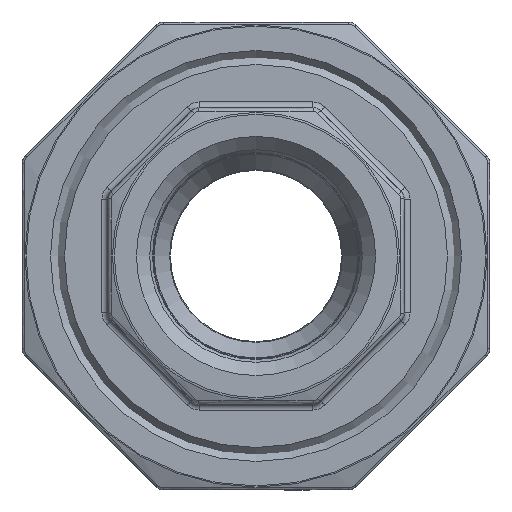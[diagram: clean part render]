
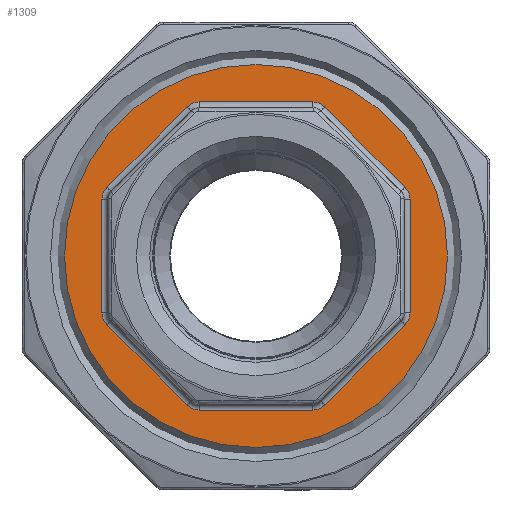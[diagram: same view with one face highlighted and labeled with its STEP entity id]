
A CAD part, left-side view. The second image highlights one B-rep face of the part: STEP entity #1309.
In plain terms, the highlighted planar face has unit normal (-1, 0, 0).
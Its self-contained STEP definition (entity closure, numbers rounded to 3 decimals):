
#639 = CARTESIAN_POINT ( 'NONE',  ( -9.5, -4.971, 12. ) ) ;
#737 = DIRECTION ( 'NONE',  ( 0., -1., 0. ) ) ;
#752 = ORIENTED_EDGE ( 'NONE', *, *, #9662, .T. ) ;
#779 = EDGE_CURVE ( 'NONE', #12767, #19104, #10770, .T. ) ;
#904 = CARTESIAN_POINT ( 'NONE',  ( -9.5, 12., 4.971 ) ) ;
#922 = VECTOR ( 'NONE', #10255, 1000. ) ;
#1209 = DIRECTION ( 'NONE',  ( 0., -1., 0. ) ) ;
#1239 = CARTESIAN_POINT ( 'NONE',  ( -9.5, -13.5, -4.971 ) ) ;
#1309 = ADVANCED_FACE ( 'NONE', ( #9348, #15571 ), #18712, .T. ) ;
#1377 = AXIS2_PLACEMENT_3D ( 'NONE', #10140, #14841, #16059 ) ;
#1551 = CARTESIAN_POINT ( 'NONE',  ( -9.5, -13.5, 0. ) ) ;
#1679 = CARTESIAN_POINT ( 'NONE',  ( -9.5, 12., -4.971 ) ) ;
#2145 = DIRECTION ( 'NONE',  ( 1., 0., 0. ) ) ;
#2164 = VERTEX_POINT ( 'NONE', #8139 ) ;
#2501 = DIRECTION ( 'NONE',  ( 0., 0., 1. ) ) ;
#2681 = VERTEX_POINT ( 'NONE', #10434 ) ;
#2693 = EDGE_CURVE ( 'NONE', #2164, #2681, #10818, .T. ) ;
#2835 = EDGE_CURVE ( 'NONE', #8537, #5073, #6139, .T. ) ;
#2950 = CARTESIAN_POINT ( 'NONE',  ( -9.5, 13.061, 6.031 ) ) ;
#2970 = DIRECTION ( 'NONE',  ( 0., 1., 0. ) ) ;
#3072 = CARTESIAN_POINT ( 'NONE',  ( -9.5, 16.775, -13.5 ) ) ;
#3290 = AXIS2_PLACEMENT_3D ( 'NONE', #639, #10321, #737 ) ;
#3294 = CARTESIAN_POINT ( 'NONE',  ( -9.5, -13.5, 4.971 ) ) ;
#3466 = LINE ( 'NONE', #16971, #15362 ) ;
#3653 = DIRECTION ( 'NONE',  ( 0., -1., 0. ) ) ;
#3692 = CARTESIAN_POINT ( 'NONE',  ( -9.5, 17.933, 1.158 ) ) ;
#3694 = ORIENTED_EDGE ( 'NONE', *, *, #18567, .T. ) ;
#3718 = CIRCLE ( 'NONE', #8268, 1.5 ) ;
#3817 = AXIS2_PLACEMENT_3D ( 'NONE', #14380, #5057, #6600 ) ;
#3948 = CARTESIAN_POINT ( 'NONE',  ( -9.5, 0., 0. ) ) ;
#3990 = CARTESIAN_POINT ( 'NONE',  ( -9.5, 4.971, -12. ) ) ;
#4016 = LINE ( 'NONE', #16364, #922 ) ;
#4054 = VECTOR ( 'NONE', #7052, 1000. ) ;
#4092 = ORIENTED_EDGE ( 'NONE', *, *, #2693, .T. ) ;
#4198 = EDGE_CURVE ( 'NONE', #12401, #13300, #9870, .T. ) ;
#4246 = AXIS2_PLACEMENT_3D ( 'NONE', #14810, #7137, #5201 ) ;
#4406 = ORIENTED_EDGE ( 'NONE', *, *, #9893, .T. ) ;
#4511 = VERTEX_POINT ( 'NONE', #18416 ) ;
#4633 = VERTEX_POINT ( 'NONE', #6376 ) ;
#4827 = EDGE_LOOP ( 'NONE', ( #8011 ) ) ;
#4858 = CARTESIAN_POINT ( 'NONE',  ( -9.5, -6.031, -13.061 ) ) ;
#4996 = ORIENTED_EDGE ( 'NONE', *, *, #16367, .T. ) ;
#5052 = VERTEX_POINT ( 'NONE', #13509 ) ;
#5057 = DIRECTION ( 'NONE',  ( 1., 0., 0. ) ) ;
#5073 = VERTEX_POINT ( 'NONE', #1239 ) ;
#5096 = ORIENTED_EDGE ( 'NONE', *, *, #779, .T. ) ;
#5201 = DIRECTION ( 'NONE',  ( 0., -1., 0. ) ) ;
#5446 = CIRCLE ( 'NONE', #3817, 1.5 ) ;
#5843 = EDGE_CURVE ( 'NONE', #19104, #5052, #16991, .T. ) ;
#6139 = LINE ( 'NONE', #1551, #13773 ) ;
#6363 = DIRECTION ( 'NONE',  ( 0., -1., 0. ) ) ;
#6376 = CARTESIAN_POINT ( 'NONE',  ( -9.5, -4.971, 13.5 ) ) ;
#6433 = VECTOR ( 'NONE', #2970, 1000. ) ;
#6525 = EDGE_CURVE ( 'NONE', #11315, #12401, #19230, .T. ) ;
#6600 = DIRECTION ( 'NONE',  ( 0., -1., 0. ) ) ;
#6986 = LINE ( 'NONE', #12947, #8835 ) ;
#7052 = DIRECTION ( 'NONE',  ( 0., -0.707, 0.707 ) ) ;
#7118 = DIRECTION ( 'NONE',  ( 1., 0., 0. ) ) ;
#7137 = DIRECTION ( 'NONE',  ( 1., 0., 0. ) ) ;
#7158 = VERTEX_POINT ( 'NONE', #15698 ) ;
#7708 = EDGE_CURVE ( 'NONE', #7158, #11315, #3718, .T. ) ;
#7738 = VERTEX_POINT ( 'NONE', #19099 ) ;
#8011 = ORIENTED_EDGE ( 'NONE', *, *, #18411, .F. ) ;
#8130 = ORIENTED_EDGE ( 'NONE', *, *, #7708, .T. ) ;
#8139 = CARTESIAN_POINT ( 'NONE',  ( -9.5, 6.031, 13.061 ) ) ;
#8268 = AXIS2_PLACEMENT_3D ( 'NONE', #1679, #18802, #6363 ) ;
#8378 = DIRECTION ( 'NONE',  ( 0., -1., 0. ) ) ;
#8484 = ORIENTED_EDGE ( 'NONE', *, *, #10267, .T. ) ;
#8537 = VERTEX_POINT ( 'NONE', #3294 ) ;
#8825 = VECTOR ( 'NONE', #1209, 1000. ) ;
#8835 = VECTOR ( 'NONE', #13040, 1000. ) ;
#8911 = CARTESIAN_POINT ( 'NONE',  ( -9.5, -13.061, 6.031 ) ) ;
#9348 = FACE_BOUND ( 'NONE', #17621, .T. ) ;
#9550 = ORIENTED_EDGE ( 'NONE', *, *, #4198, .T. ) ;
#9662 = EDGE_CURVE ( 'NONE', #5073, #7738, #11770, .T. ) ;
#9757 = CARTESIAN_POINT ( 'NONE',  ( -9.5, 13.5, -4.971 ) ) ;
#9837 = CIRCLE ( 'NONE', #13451, 1.5 ) ;
#9870 = CIRCLE ( 'NONE', #17033, 1.5 ) ;
#9893 = EDGE_CURVE ( 'NONE', #2681, #4633, #10296, .T. ) ;
#10012 = AXIS2_PLACEMENT_3D ( 'NONE', #3948, #7118, #18233 ) ;
#10140 = CARTESIAN_POINT ( 'NONE',  ( -9.5, 16.775, 0. ) ) ;
#10166 = VECTOR ( 'NONE', #2501, 1000. ) ;
#10235 = LINE ( 'NONE', #3692, #4054 ) ;
#10255 = DIRECTION ( 'NONE',  ( 0., 0.707, 0.707 ) ) ;
#10267 = EDGE_CURVE ( 'NONE', #4633, #4511, #11490, .T. ) ;
#10296 = LINE ( 'NONE', #20078, #8825 ) ;
#10321 = DIRECTION ( 'NONE',  ( 1., 0., 0. ) ) ;
#10434 = CARTESIAN_POINT ( 'NONE',  ( -9.5, 4.971, 13.5 ) ) ;
#10770 = LINE ( 'NONE', #3072, #6433 ) ;
#10818 = CIRCLE ( 'NONE', #11470, 1.5 ) ;
#10830 = AXIS2_PLACEMENT_3D ( 'NONE', #3990, #16747, #18058 ) ;
#11315 = VERTEX_POINT ( 'NONE', #9757 ) ;
#11470 = AXIS2_PLACEMENT_3D ( 'NONE', #19377, #2145, #8378 ) ;
#11490 = CIRCLE ( 'NONE', #3290, 1.5 ) ;
#11569 = CARTESIAN_POINT ( 'NONE',  ( -9.5, 16.775, 0. ) ) ;
#11770 = CIRCLE ( 'NONE', #4246, 1.5 ) ;
#12401 = VERTEX_POINT ( 'NONE', #17253 ) ;
#12767 = VERTEX_POINT ( 'NONE', #19453 ) ;
#12769 = ORIENTED_EDGE ( 'NONE', *, *, #14174, .T. ) ;
#12871 = ORIENTED_EDGE ( 'NONE', *, *, #2835, .T. ) ;
#12947 = CARTESIAN_POINT ( 'NONE',  ( -9.5, -1.158, 17.933 ) ) ;
#12957 = VERTEX_POINT ( 'NONE', #8911 ) ;
#13005 = ORIENTED_EDGE ( 'NONE', *, *, #13971, .T. ) ;
#13040 = DIRECTION ( 'NONE',  ( 0., -0.707, -0.707 ) ) ;
#13299 = DIRECTION ( 'NONE',  ( 0., -1., 0. ) ) ;
#13300 = VERTEX_POINT ( 'NONE', #2950 ) ;
#13381 = DIRECTION ( 'NONE',  ( 1., 0., 0. ) ) ;
#13451 = AXIS2_PLACEMENT_3D ( 'NONE', #19355, #19555, #13299 ) ;
#13509 = CARTESIAN_POINT ( 'NONE',  ( -9.5, 6.031, -13.061 ) ) ;
#13577 = VERTEX_POINT ( 'NONE', #4858 ) ;
#13773 = VECTOR ( 'NONE', #18370, 1000. ) ;
#13971 = EDGE_CURVE ( 'NONE', #4511, #12957, #6986, .T. ) ;
#14112 = EDGE_CURVE ( 'NONE', #7738, #13577, #3466, .T. ) ;
#14174 = EDGE_CURVE ( 'NONE', #13577, #12767, #9837, .T. ) ;
#14239 = ORIENTED_EDGE ( 'NONE', *, *, #14112, .T. ) ;
#14380 = CARTESIAN_POINT ( 'NONE',  ( -9.5, -12., 4.971 ) ) ;
#14810 = CARTESIAN_POINT ( 'NONE',  ( -9.5, -12., -4.971 ) ) ;
#14841 = DIRECTION ( 'NONE',  ( -1., 0., 0. ) ) ;
#14912 = VERTEX_POINT ( 'NONE', #11569 ) ;
#15227 = CIRCLE ( 'NONE', #10012, 16.775 ) ;
#15362 = VECTOR ( 'NONE', #19066, 1000. ) ;
#15571 = FACE_OUTER_BOUND ( 'NONE', #4827, .T. ) ;
#15698 = CARTESIAN_POINT ( 'NONE',  ( -9.5, 13.061, -6.031 ) ) ;
#15897 = ORIENTED_EDGE ( 'NONE', *, *, #6525, .T. ) ;
#16059 = DIRECTION ( 'NONE',  ( 0., -1., 0. ) ) ;
#16364 = CARTESIAN_POINT ( 'NONE',  ( -9.5, 17.933, -1.158 ) ) ;
#16367 = EDGE_CURVE ( 'NONE', #13300, #2164, #10235, .T. ) ;
#16747 = DIRECTION ( 'NONE',  ( 1., 0., 0. ) ) ;
#16971 = CARTESIAN_POINT ( 'NONE',  ( -9.5, -1.158, -17.933 ) ) ;
#16991 = CIRCLE ( 'NONE', #10830, 1.5 ) ;
#17033 = AXIS2_PLACEMENT_3D ( 'NONE', #904, #13381, #3653 ) ;
#17253 = CARTESIAN_POINT ( 'NONE',  ( -9.5, 13.5, 4.971 ) ) ;
#17384 = ORIENTED_EDGE ( 'NONE', *, *, #5843, .T. ) ;
#17621 = EDGE_LOOP ( 'NONE', ( #15897, #9550, #4996, #4092, #4406, #8484, #13005, #3694, #12871, #752, #14239, #12769, #5096, #17384, #18516, #8130 ) ) ;
#18058 = DIRECTION ( 'NONE',  ( 0., -1., 0. ) ) ;
#18233 = DIRECTION ( 'NONE',  ( 0., 1., 0. ) ) ;
#18370 = DIRECTION ( 'NONE',  ( 0., 0., -1. ) ) ;
#18411 = EDGE_CURVE ( 'NONE', #14912, #14912, #15227, .T. ) ;
#18416 = CARTESIAN_POINT ( 'NONE',  ( -9.5, -6.031, 13.061 ) ) ;
#18516 = ORIENTED_EDGE ( 'NONE', *, *, #18869, .T. ) ;
#18567 = EDGE_CURVE ( 'NONE', #12957, #8537, #5446, .T. ) ;
#18712 = PLANE ( 'NONE',  #1377 ) ;
#18802 = DIRECTION ( 'NONE',  ( 1., 0., 0. ) ) ;
#18869 = EDGE_CURVE ( 'NONE', #5052, #7158, #4016, .T. ) ;
#19066 = DIRECTION ( 'NONE',  ( 0., 0.707, -0.707 ) ) ;
#19099 = CARTESIAN_POINT ( 'NONE',  ( -9.5, -13.061, -6.031 ) ) ;
#19104 = VERTEX_POINT ( 'NONE', #20006 ) ;
#19230 = LINE ( 'NONE', #19328, #10166 ) ;
#19328 = CARTESIAN_POINT ( 'NONE',  ( -9.5, 13.5, 0. ) ) ;
#19355 = CARTESIAN_POINT ( 'NONE',  ( -9.5, -4.971, -12. ) ) ;
#19377 = CARTESIAN_POINT ( 'NONE',  ( -9.5, 4.971, 12. ) ) ;
#19453 = CARTESIAN_POINT ( 'NONE',  ( -9.5, -4.971, -13.5 ) ) ;
#19555 = DIRECTION ( 'NONE',  ( 1., 0., 0. ) ) ;
#20006 = CARTESIAN_POINT ( 'NONE',  ( -9.5, 4.971, -13.5 ) ) ;
#20078 = CARTESIAN_POINT ( 'NONE',  ( -9.5, 16.775, 13.5 ) ) ;
